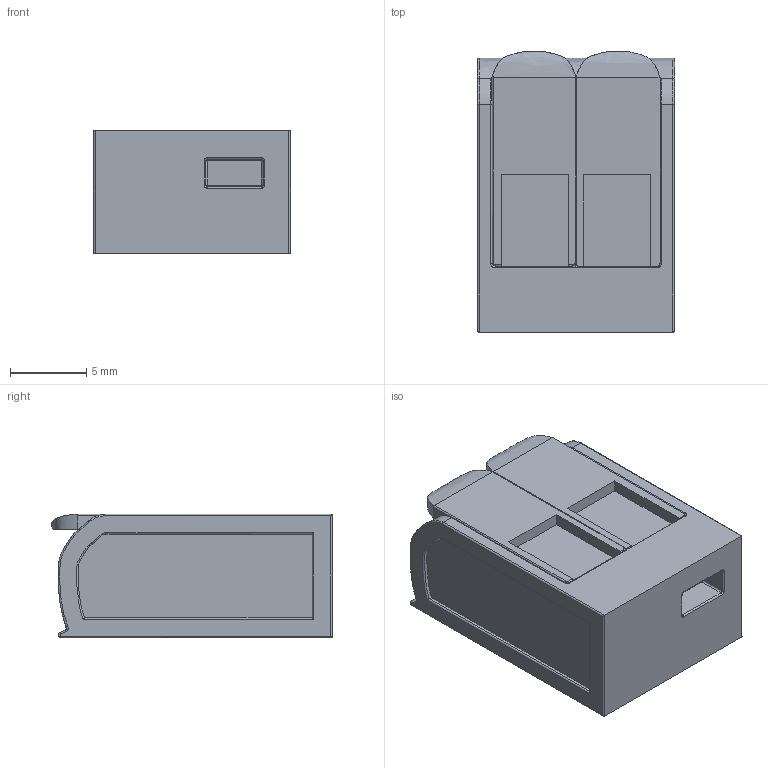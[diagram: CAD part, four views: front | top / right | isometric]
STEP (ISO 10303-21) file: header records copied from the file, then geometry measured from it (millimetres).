
FILE_DESCRIPTION(/* description */ (''),/* implementation_level */ '2;1');
FILE_NAME(/* name */ 'WAGO 221-421.step',/* time_stamp */ '2023-06-20T19:20:30+02:00',/* author */ (''),/* organization */ (''),/* preprocessor_version */ 'ST-DEVELOPER v19.2',/* originating_system */ 'Autodesk Translation Framework v12.6.0.85',/* authorisation */ '');
FILE_SCHEMA (('AUTOMOTIVE_DESIGN { 1 0 10303 214 3 1 1 }'));
Length unit declared in the file: millimetre
Products named in the file (4): WAGO 221-421; lever_left; lever_right; main_body
Assembly tree (3 placements, depth 2):
  WAGO 221-421
    lever_left
    lever_right
    main_body
Bounding box: 12.9 x 18.36 x 8.1 mm (x, y, z)
Volume: 1424.3 mm3; surface area: 2113.3 mm2
Topology: 3 solids, 3 shells, 217 faces, 556 edges, 333 vertices
Faces by surface type: plane 82, bspline 62, cylinder 55, torus 10, sphere 8
Entity records: 13528 total; most frequent: CARTESIAN_POINT 8621, ORIENTED_EDGE 1094, DIRECTION 847, EDGE_CURVE 547, VERTEX_POINT 333, LINE 291, VECTOR 291, AXIS2_PLACEMENT_3D 278
